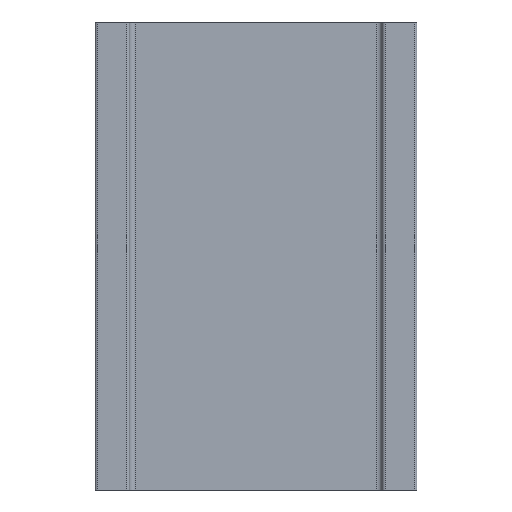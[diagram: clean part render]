
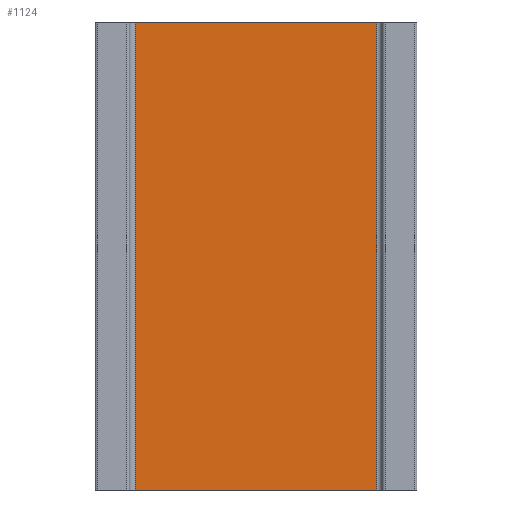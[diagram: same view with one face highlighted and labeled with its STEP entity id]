
A CAD part, left-side view. The second image highlights one B-rep face of the part: STEP entity #1124.
In plain terms, the highlighted planar face has unit normal (-1, 0, 0).
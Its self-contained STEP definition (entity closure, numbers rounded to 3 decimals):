
#34=PLANE('',#1230);
#80=FACE_OUTER_BOUND('',#138,.T.);
#138=EDGE_LOOP('',(#855,#856,#857,#858));
#232=LINE('',#1808,#348);
#233=LINE('',#1811,#349);
#234=LINE('',#1813,#350);
#235=LINE('',#1814,#351);
#348=VECTOR('',#1466,10.);
#349=VECTOR('',#1469,10.);
#350=VECTOR('',#1470,10.);
#351=VECTOR('',#1471,10.);
#513=VERTEX_POINT('',#1804);
#514=VERTEX_POINT('',#1806);
#515=VERTEX_POINT('',#1810);
#516=VERTEX_POINT('',#1812);
#656=EDGE_CURVE('',#513,#514,#232,.T.);
#657=EDGE_CURVE('',#515,#513,#233,.T.);
#658=EDGE_CURVE('',#516,#514,#234,.T.);
#659=EDGE_CURVE('',#515,#516,#235,.T.);
#855=ORIENTED_EDGE('',*,*,#657,.T.);
#856=ORIENTED_EDGE('',*,*,#656,.T.);
#857=ORIENTED_EDGE('',*,*,#658,.F.);
#858=ORIENTED_EDGE('',*,*,#659,.F.);
#1124=ADVANCED_FACE('',(#80),#34,.T.);
#1230=AXIS2_PLACEMENT_3D('',#1809,#1467,#1468);
#1466=DIRECTION('',(0.,0.,1.));
#1467=DIRECTION('center_axis',(-1.,0.,0.));
#1468=DIRECTION('ref_axis',(0.,-1.,0.));
#1469=DIRECTION('',(0.,-1.,0.));
#1470=DIRECTION('',(0.,-1.,0.));
#1471=DIRECTION('',(0.,0.,1.));
#1804=CARTESIAN_POINT('',(15.773,8.7,0.));
#1806=CARTESIAN_POINT('',(15.773,8.7,100.));
#1808=CARTESIAN_POINT('',(15.773,8.7,0.));
#1809=CARTESIAN_POINT('Origin',(15.773,60.3,0.));
#1810=CARTESIAN_POINT('',(15.773,60.3,0.));
#1811=CARTESIAN_POINT('',(15.773,60.3,0.));
#1812=CARTESIAN_POINT('',(15.773,60.3,100.));
#1813=CARTESIAN_POINT('',(15.773,60.3,100.));
#1814=CARTESIAN_POINT('',(15.773,60.3,0.));
